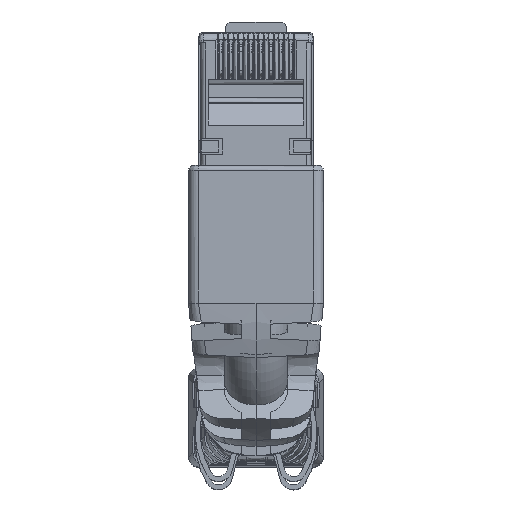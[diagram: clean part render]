
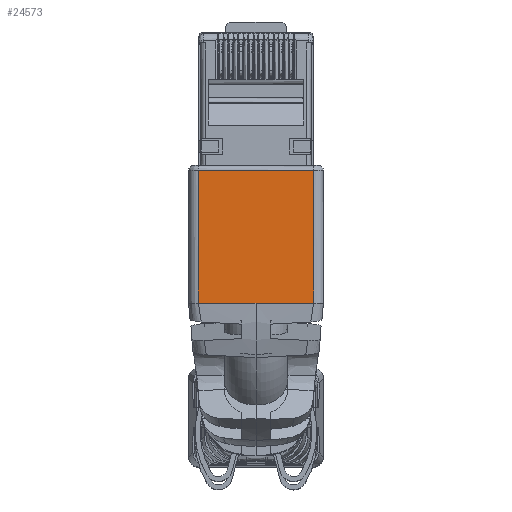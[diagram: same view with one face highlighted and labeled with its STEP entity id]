
A CAD part, top view. The second image highlights one B-rep face of the part: STEP entity #24573.
In plain terms, the highlighted planar face has unit normal (0, 0, 1).
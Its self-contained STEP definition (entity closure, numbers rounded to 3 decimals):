
#24552=AXIS2_PLACEMENT_3D('Plane Axis2P3D',#24549,#24550,#24551) ;
#22516=CARTESIAN_POINT('Vertex',(12.7,18.082,565.04)) ;
#22576=CARTESIAN_POINT('Vertex',(6.85,18.082,565.04)) ;
#22611=CARTESIAN_POINT('Control Point',(12.7,18.082,565.04)) ;
#22612=CARTESIAN_POINT('Control Point',(12.443,18.082,565.04)) ;
#22613=CARTESIAN_POINT('Control Point',(11.838,18.082,565.04)) ;
#22614=CARTESIAN_POINT('Control Point',(10.712,18.082,565.04)) ;
#22615=CARTESIAN_POINT('Control Point',(8.643,18.082,565.04)) ;
#22616=CARTESIAN_POINT('Control Point',(7.338,18.082,565.04)) ;
#22617=CARTESIAN_POINT('Control Point',(6.85,18.082,565.04)) ;
#23999=CARTESIAN_POINT('Vertex',(1.,18.082,565.04)) ;
#24023=CARTESIAN_POINT('Control Point',(6.85,18.082,565.04)) ;
#24024=CARTESIAN_POINT('Control Point',(6.363,18.082,565.04)) ;
#24025=CARTESIAN_POINT('Control Point',(5.057,18.082,565.04)) ;
#24026=CARTESIAN_POINT('Control Point',(2.989,18.082,565.04)) ;
#24027=CARTESIAN_POINT('Control Point',(1.862,18.082,565.04)) ;
#24028=CARTESIAN_POINT('Control Point',(1.257,18.082,565.04)) ;
#24029=CARTESIAN_POINT('Control Point',(1.,18.082,565.04)) ;
#24473=CARTESIAN_POINT('Vertex',(12.7,31.582,565.04)) ;
#24476=CARTESIAN_POINT('Line Origine',(12.7,-20.315,565.04)) ;
#24549=CARTESIAN_POINT('Axis2P3D Location',(13.7,-20.315,565.04)) ;
#24554=CARTESIAN_POINT('Line Origine',(1.,24.832,565.04)) ;
#24558=CARTESIAN_POINT('Vertex',(1.,31.582,565.04)) ;
#24561=CARTESIAN_POINT('Line Origine',(6.85,31.582,565.04)) ;
#24477=DIRECTION('Vector Direction',(0.,1.,0.)) ;
#24550=DIRECTION('Axis2P3D Direction',(0.,0.,1.)) ;
#24551=DIRECTION('Axis2P3D XDirection',(0.,1.,0.)) ;
#24555=DIRECTION('Vector Direction',(0.,-1.,0.)) ;
#24562=DIRECTION('Vector Direction',(-1.,0.,0.)) ;
#24478=VECTOR('Line Direction',#24477,1.) ;
#24556=VECTOR('Line Direction',#24555,1.) ;
#24563=VECTOR('Line Direction',#24562,1.) ;
#24567=ORIENTED_EDGE('',*,*,#24560,.T.) ;
#24568=ORIENTED_EDGE('',*,*,#24030,.F.) ;
#24569=ORIENTED_EDGE('',*,*,#22618,.F.) ;
#24570=ORIENTED_EDGE('',*,*,#24480,.T.) ;
#24571=ORIENTED_EDGE('',*,*,#24565,.T.) ;
#24573=ADVANCED_FACE('Hauptk\X2\00F6\X0\rper',(#24572),#24553,.T.) ;
#22610=B_SPLINE_CURVE_WITH_KNOTS('',3,(#22611,#22612,#22613,#22614,#22615,#22616,#22617),.UNSPECIFIED.,.F.,.U.,(4,1,1,1,4),(35.15,35.907,36.663,37.42,38.177),.UNSPECIFIED.) ;
#24022=B_SPLINE_CURVE_WITH_KNOTS('',3,(#24023,#24024,#24025,#24026,#24027,#24028,#24029),.UNSPECIFIED.,.F.,.U.,(4,1,1,1,4),(0.,0.757,1.513,2.27,3.027),.UNSPECIFIED.) ;
#22618=EDGE_CURVE('',#22517,#22577,#22610,.T.) ;
#24030=EDGE_CURVE('',#22577,#24000,#24022,.T.) ;
#24480=EDGE_CURVE('',#22517,#24474,#24479,.T.) ;
#24560=EDGE_CURVE('',#24559,#24000,#24557,.T.) ;
#24565=EDGE_CURVE('',#24474,#24559,#24564,.T.) ;
#24566=EDGE_LOOP('',(#24567,#24568,#24569,#24570,#24571)) ;
#24572=FACE_OUTER_BOUND('',#24566,.T.) ;
#24479=LINE('Line',#24476,#24478) ;
#24557=LINE('Line',#24554,#24556) ;
#24564=LINE('Line',#24561,#24563) ;
#24553=PLANE('',#24552) ;
#22517=VERTEX_POINT('',#22516) ;
#22577=VERTEX_POINT('',#22576) ;
#24000=VERTEX_POINT('',#23999) ;
#24474=VERTEX_POINT('',#24473) ;
#24559=VERTEX_POINT('',#24558) ;
